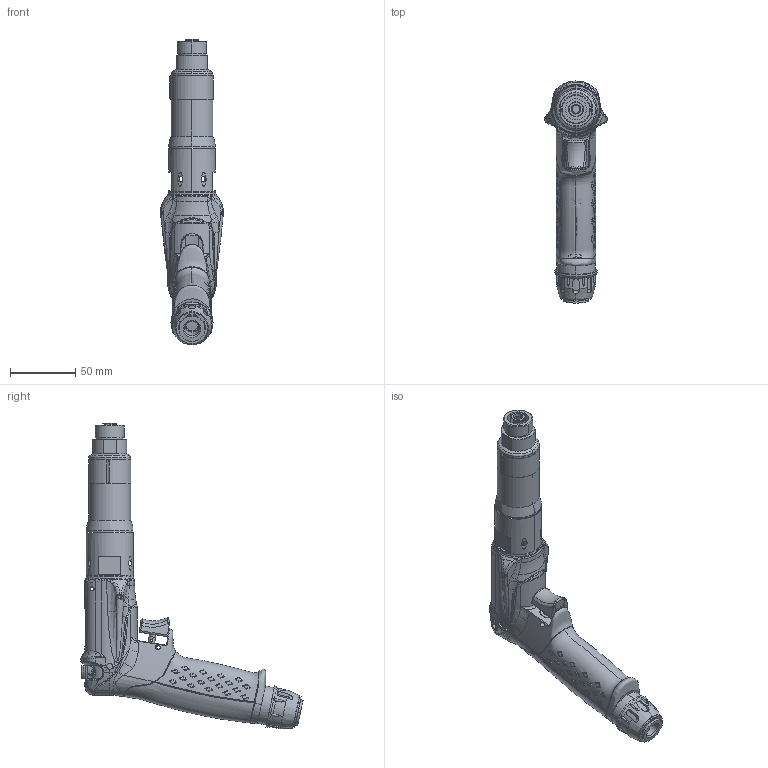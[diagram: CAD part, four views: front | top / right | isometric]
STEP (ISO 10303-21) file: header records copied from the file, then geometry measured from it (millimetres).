
FILE_DESCRIPTION((''),'2;1');
FILE_NAME('TMP16347_SW','2012-01-16T',('tooextcsr'),(''),'PRO/ENGINEER BY PARAMETRIC TECHNOLOGY CORPORATION, 2008310','PRO/ENGINEER BY PARAMETRIC TECHNOLOGY CORPORATION, 2008310','');
FILE_SCHEMA(('CONFIG_CONTROL_DESIGN', 'GEOMETRIC_VALIDATION_PROPERTIES_MIM'));
Length unit declared in the file: millimetre
Products named in the file (1): TMP16347_SW
Bounding box: 48.05 x 170.1 x 234.01 mm (x, y, z)
Surface area: 52389.3 mm2 (no closed solid volume)
Topology: 0 solids, 144 shells, 867 faces, 3742 edges, 2880 vertices
Faces by surface type: bspline 442, cylinder 160, plane 151, cone 48, torus 43, extrusion 16, revolution 4, sphere 3
Entity records: 225254 total; most frequent: CARTESIAN_POINT 195760, ORIENTED_EDGE 5193, EDGE_CURVE 3723, VERTEX_POINT 2877, DIRECTION 2776, B_SPLINE_CURVE_WITH_KNOTS 2389, AXIS2_PLACEMENT_3D 997, EDGE_LOOP 941
